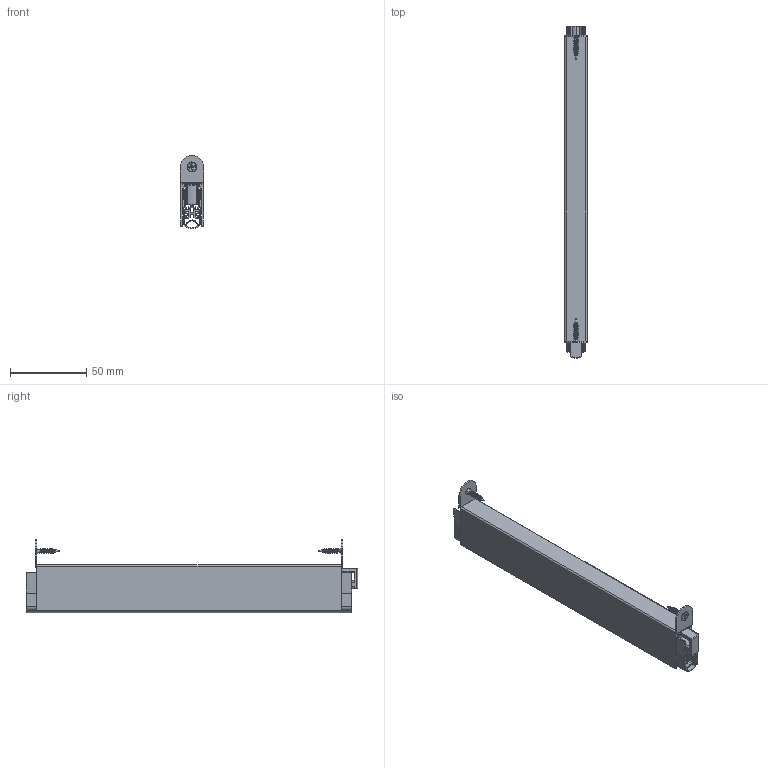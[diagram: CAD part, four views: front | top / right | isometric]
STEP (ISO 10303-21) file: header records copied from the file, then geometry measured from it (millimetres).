
FILE_DESCRIPTION(/* description */ ('Unknown'),/* implementation_level */ '2;1');
FILE_NAME(/* name */ '1-880',/* time_stamp */ '2021-04-13T13:49:10+02:00',/* author */ ('Unknown'),/* organization */ ('Unknown'),/* preprocessor_version */ 'ST-DEVELOPER v16.7',/* originating_system */ 'DEX',/* authorisation */ $);
FILE_SCHEMA (('AUTOMOTIVE_DESIGN {1 0 10303 214 3 1 1}'));
Length unit declared in the file: millimetre
Products named in the file (14): 27640_Bodendichtung; 28964_Aussenprofil; AP_585; 27642_Silikon_Dichtungsprofil_XL-15_o._Steg; AW_061; 21890_Befestigungsschraube; AJ_342; AN_277_02; AJ_344_02; AJ_359; 26838_Etikett_L-15_30_WS__f黵_3D; 26541_Etikett_Athmer_klein_kurz; 31110_Athmer_Logo__ab_2021_; 26839_Text__Schall-Ex_L-15_30_WS
Assembly tree (15 placements, depth 3):
  27640_Bodendichtung
    28964_Aussenprofil
    AP_585
    27642_Silikon_Dichtungsprofil_XL-15_o._Steg
    AW_061  x2
    21890_Befestigungsschraube  x2
    AJ_342
    AN_277_02
      AJ_344_02
      AJ_359
    26838_Etikett_L-15_30_WS__f黵_3D
      26541_Etikett_Athmer_klein_kurz
      31110_Athmer_Logo__ab_2021_
      26839_Text__Schall-Ex_L-15_30_WS
Bounding box: 15.22 x 217.96 x 48.18 mm (x, y, z)
Volume: 51627.1 mm3; surface area: 104611.1 mm2
Topology: 34 solids, 34 shells, 899 faces, 2419 edges, 1596 vertices
Faces by surface type: plane 597, cylinder 169, bspline 103, torus 16, cone 14
Full cylindrical faces by diameter (mm): 0.2 x2, 1.003 x2, 2.7 x2, 4.134 x1, 5 x1, 6.132 x2
Entity records: 28975 total; most frequent: CARTESIAN_POINT 9327, ORIENTED_EDGE 4234, DIRECTION 3473, EDGE_CURVE 2117, VERTEX_POINT 1412, LINE 1409, VECTOR 1409, AXIS2_PLACEMENT_3D 1032
